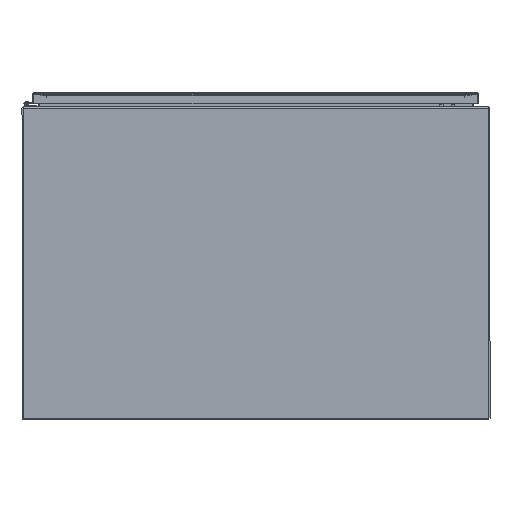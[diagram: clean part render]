
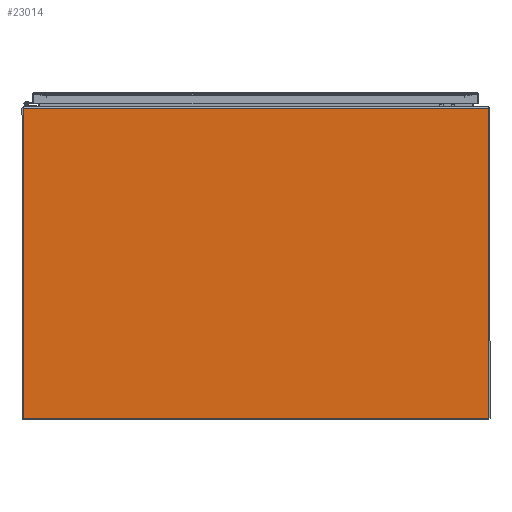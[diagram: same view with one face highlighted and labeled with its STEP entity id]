
A CAD part, front view. The second image highlights one B-rep face of the part: STEP entity #23014.
In plain terms, the highlighted face is planar.
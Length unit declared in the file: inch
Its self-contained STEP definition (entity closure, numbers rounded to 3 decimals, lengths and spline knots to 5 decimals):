
#12082 = CARTESIAN_POINT ( 'NONE',  ( 17.9688, -11.8907, 0.0937 ) ) ;
#17720 = VECTOR ( 'NONE', #138265, 39.37008 ) ;
#23014 = ADVANCED_FACE ( 'NONE', ( #80591 ), #90429, .T. ) ;
#24786 = VERTEX_POINT ( 'NONE', #40681 ) ;
#27822 = EDGE_CURVE ( 'NONE', #126778, #69303, #173394, .T. ) ;
#32291 = LINE ( 'NONE', #63735, #187724 ) ;
#40681 = CARTESIAN_POINT ( 'NONE',  ( 17.9688, 12.01565, 0.0937 ) ) ;
#47530 = CARTESIAN_POINT ( 'NONE',  ( -17.9688, 12.01565, 0.0937 ) ) ;
#47826 = ORIENTED_EDGE ( 'NONE', *, *, #166466, .T. ) ;
#48435 = VECTOR ( 'NONE', #50260, 39.37008 ) ;
#50260 = DIRECTION ( 'NONE',  ( 0., 1., 0. ) ) ;
#60289 = AXIS2_PLACEMENT_3D ( 'NONE', #88936, #88703, #88460 ) ;
#63735 = CARTESIAN_POINT ( 'NONE',  ( 17.9688, 12.01565, 0.0937 ) ) ;
#69303 = VERTEX_POINT ( 'NONE', #47530 ) ;
#74680 = CARTESIAN_POINT ( 'NONE',  ( -8.9844, -11.8907, 0.0937 ) ) ;
#80591 = FACE_OUTER_BOUND ( 'NONE', #93696, .T. ) ;
#88460 = DIRECTION ( 'NONE',  ( 1., 0., 0. ) ) ;
#88703 = DIRECTION ( 'NONE',  ( 0., 0., 1. ) ) ;
#88936 = CARTESIAN_POINT ( 'NONE',  ( 0., 0., 0.0937 ) ) ;
#90429 = PLANE ( 'NONE',  #60289 ) ;
#93696 = EDGE_LOOP ( 'NONE', ( #47826, #185487, #120819, #115541 ) ) ;
#112014 = EDGE_CURVE ( 'NONE', #24786, #147505, #32291, .T. ) ;
#115541 = ORIENTED_EDGE ( 'NONE', *, *, #27822, .F. ) ;
#120819 = ORIENTED_EDGE ( 'NONE', *, *, #132485, .F. ) ;
#123073 = CARTESIAN_POINT ( 'NONE',  ( -17.9688, 12.01565, 0.0937 ) ) ;
#125277 = LINE ( 'NONE', #74680, #191064 ) ;
#125380 = CARTESIAN_POINT ( 'NONE',  ( -17.9688, -12.01565, 0.0937 ) ) ;
#126778 = VERTEX_POINT ( 'NONE', #135200 ) ;
#132485 = EDGE_CURVE ( 'NONE', #69303, #24786, #173239, .T. ) ;
#135200 = CARTESIAN_POINT ( 'NONE',  ( -17.9688, -11.8907, 0.0937 ) ) ;
#138265 = DIRECTION ( 'NONE',  ( 1., 0., 0. ) ) ;
#147505 = VERTEX_POINT ( 'NONE', #12082 ) ;
#166466 = EDGE_CURVE ( 'NONE', #126778, #147505, #125277, .T. ) ;
#173239 = LINE ( 'NONE', #123073, #17720 ) ;
#173394 = LINE ( 'NONE', #125380, #48435 ) ;
#184256 = DIRECTION ( 'NONE',  ( 0., -1., 0. ) ) ;
#185487 = ORIENTED_EDGE ( 'NONE', *, *, #112014, .F. ) ;
#187724 = VECTOR ( 'NONE', #184256, 39.37008 ) ;
#191064 = VECTOR ( 'NONE', #195142, 39.37008 ) ;
#195142 = DIRECTION ( 'NONE',  ( 1., 0., 0. ) ) ;
